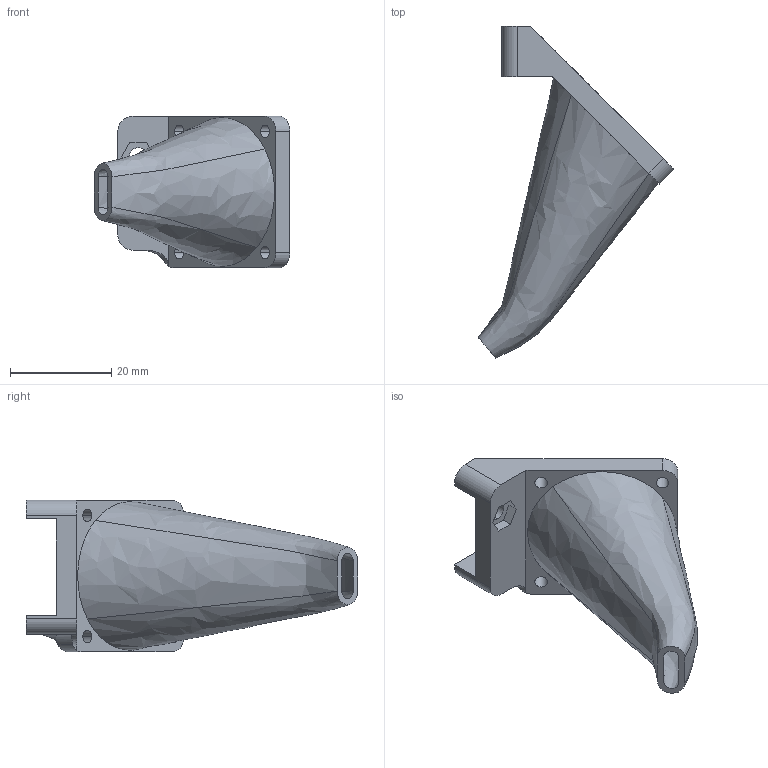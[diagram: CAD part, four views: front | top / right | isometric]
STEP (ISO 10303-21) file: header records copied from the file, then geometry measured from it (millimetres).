
FILE_DESCRIPTION (( 'STEP AP203' ), '1' );
FILE_NAME ('Fan Layer volcano.STEP', '2015-12-24T20:51:00', ( 'Motherfocka' ), ( '' ), 'SwSTEP 2.0', 'SolidWorks 2016', '' );
FILE_SCHEMA (( 'CONFIG_CONTROL_DESIGN' ));
Length unit declared in the file: millimetre
Products named in the file (1): Fan Layer volcano
Bounding box: 38.76 x 65.65 x 30 mm (x, y, z)
Volume: 6018.9 mm3; surface area: 8245.8 mm2
Topology: 2 solids, 2 shells, 50 faces, 135 edges, 90 vertices
Faces by surface type: plane 22, cylinder 19, bspline 9
Entity records: 2603 total; most frequent: CARTESIAN_POINT 1252, ORIENTED_EDGE 270, DIRECTION 249, EDGE_CURVE 135, VERTEX_POINT 90, AXIS2_PLACEMENT_3D 87, LINE 75, VECTOR 75
